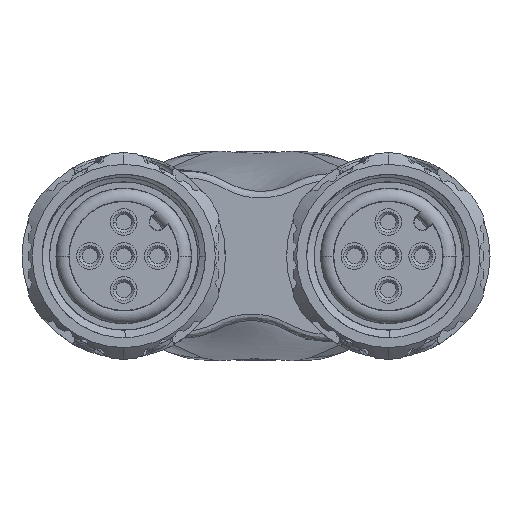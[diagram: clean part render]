
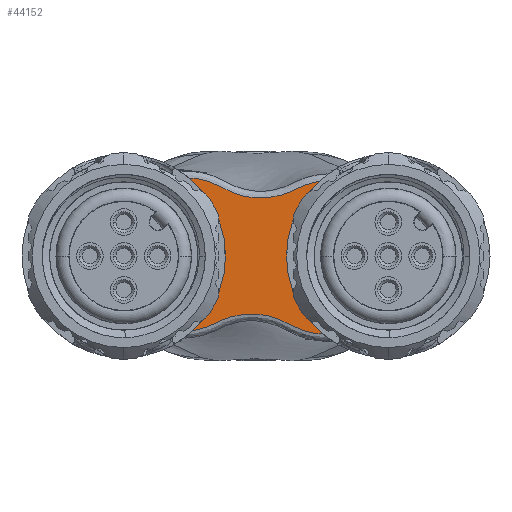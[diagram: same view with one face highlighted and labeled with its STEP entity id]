
A CAD part, left-side view. The second image highlights one B-rep face of the part: STEP entity #44152.
In plain terms, the highlighted planar face has unit normal (-1, 0, 0).
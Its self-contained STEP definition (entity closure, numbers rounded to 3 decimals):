
#2877=CARTESIAN_POINT('',(-20.,5.439,
0.003));
#2878=DIRECTION('',(1.,0.,0.));
#2879=DIRECTION('',(0.,0.627,-0.779));
#2880=AXIS2_PLACEMENT_3D('',#2877,#2878,#2879);
#2882=CARTESIAN_POINT('',(-20.,5.224,
-0.004));
#2883=DIRECTION('',(1.,0.,0.));
#2884=DIRECTION('',(0.,1.,0.001));
#2885=AXIS2_PLACEMENT_3D('',#2882,#2883,#2884);
#2887=CARTESIAN_POINT('',(-20.,8.904,4.448));
#2888=CARTESIAN_POINT('',(-20.,8.722,4.598));
#2889=CARTESIAN_POINT('',(-20.,8.345,4.875));
#2890=CARTESIAN_POINT('',(-20.,7.735,5.216));
#2891=CARTESIAN_POINT('',(-20.,7.09,5.481));
#2892=CARTESIAN_POINT('',(-20.,6.416,5.667));
#2893=CARTESIAN_POINT('',(-20.,5.72,5.768));
#2894=CARTESIAN_POINT('',(-20.,5.037,5.781));
#2895=CARTESIAN_POINT('',(-20.,4.399,5.718));
#2896=CARTESIAN_POINT('',(-20.,3.782,5.586));
#2897=CARTESIAN_POINT('',(-20.,3.151,5.379));
#2898=CARTESIAN_POINT('',(-20.,2.553,5.09));
#2899=CARTESIAN_POINT('',(-20.,1.975,4.761));
#2900=CARTESIAN_POINT('',(-20.,1.382,4.537));
#2901=CARTESIAN_POINT('',(-20.,0.795,4.379));
#2902=CARTESIAN_POINT('',(-20.,0.192,4.286));
#2903=CARTESIAN_POINT('',(-20.,-0.451,4.26));
#2904=CARTESIAN_POINT('',(-20.,-1.115,4.314));
#2905=CARTESIAN_POINT('',(-20.,-1.763,
4.447));
#2906=CARTESIAN_POINT('',(-20.,-2.374,
4.647));
#2907=CARTESIAN_POINT('',(-20.,-2.931,
4.913));
#2908=CARTESIAN_POINT('',(-20.,-3.429,
5.171));
#2909=CARTESIAN_POINT('',(-20.,-3.962,
5.352));
#2910=CARTESIAN_POINT('',(-20.,-4.528,
5.485));
#2911=CARTESIAN_POINT('',(-20.,-5.148,
5.561));
#2912=CARTESIAN_POINT('',(-20.,-5.822,
5.562));
#2913=CARTESIAN_POINT('',(-20.,-6.5,
5.473));
#2914=CARTESIAN_POINT('',(-20.,-7.153,
5.303));
#2915=CARTESIAN_POINT('',(-20.,-7.78,
5.059));
#2916=CARTESIAN_POINT('',(-20.,-8.375,
4.74));
#2917=CARTESIAN_POINT('',(-20.,-8.746,
4.473));
#2918=CARTESIAN_POINT('',(-20.,-8.927,
4.328));
#2920=CARTESIAN_POINT('',(-20.,-5.439,
-0.003));
#2921=DIRECTION('',(1.,0.,0.));
#2922=DIRECTION('',(0.,-0.627,0.779));
#2923=AXIS2_PLACEMENT_3D('',#2920,#2921,#2922);
#2925=CARTESIAN_POINT('',(-20.,-5.224,
0.004));
#2926=DIRECTION('',(1.,0.,0.));
#2927=DIRECTION('',(0.,-1.,-0.001));
#2928=AXIS2_PLACEMENT_3D('',#2925,#2926,#2927);
#2930=CARTESIAN_POINT('',(-20.,-8.904,
-4.448));
#2931=CARTESIAN_POINT('',(-20.,-8.722,
-4.598));
#2932=CARTESIAN_POINT('',(-20.,-8.345,
-4.875));
#2933=CARTESIAN_POINT('',(-20.,-7.735,
-5.216));
#2934=CARTESIAN_POINT('',(-20.,-7.09,
-5.481));
#2935=CARTESIAN_POINT('',(-20.,-6.416,
-5.667));
#2936=CARTESIAN_POINT('',(-20.,-5.72,
-5.768));
#2937=CARTESIAN_POINT('',(-20.,-5.037,
-5.781));
#2938=CARTESIAN_POINT('',(-20.,-4.399,
-5.718));
#2939=CARTESIAN_POINT('',(-20.,-3.782,
-5.586));
#2940=CARTESIAN_POINT('',(-20.,-3.151,
-5.379));
#2941=CARTESIAN_POINT('',(-20.,-2.553,
-5.09));
#2942=CARTESIAN_POINT('',(-20.,-1.975,
-4.761));
#2943=CARTESIAN_POINT('',(-20.,-1.382,
-4.537));
#2944=CARTESIAN_POINT('',(-20.,-0.795,-4.379));
#2945=CARTESIAN_POINT('',(-20.,-0.192,-4.286));
#2946=CARTESIAN_POINT('',(-20.,0.451,-4.26));
#2947=CARTESIAN_POINT('',(-20.,1.115,-4.314));
#2948=CARTESIAN_POINT('',(-20.,1.763,
-4.447));
#2949=CARTESIAN_POINT('',(-20.,2.374,
-4.647));
#2950=CARTESIAN_POINT('',(-20.,2.931,
-4.913));
#2951=CARTESIAN_POINT('',(-20.,3.429,
-5.171));
#2952=CARTESIAN_POINT('',(-20.,3.962,
-5.352));
#2953=CARTESIAN_POINT('',(-20.,4.528,
-5.485));
#2954=CARTESIAN_POINT('',(-20.,5.148,
-5.561));
#2955=CARTESIAN_POINT('',(-20.,5.822,
-5.562));
#2956=CARTESIAN_POINT('',(-20.,6.5,
-5.473));
#2957=CARTESIAN_POINT('',(-20.,7.153,
-5.303));
#2958=CARTESIAN_POINT('',(-20.,7.78,
-5.059));
#2959=CARTESIAN_POINT('',(-20.,8.375,
-4.74));
#2960=CARTESIAN_POINT('',(-20.,8.746,
-4.473));
#2961=CARTESIAN_POINT('',(-20.,8.927,
-4.328));
#2963=CARTESIAN_POINT('',(-20.,-5.75,0.));
#2964=DIRECTION('',(-1.,0.,0.));
#2965=DIRECTION('',(0.,-1.,0.));
#2966=AXIS2_PLACEMENT_3D('',#2963,#2964,#2965);
#2968=CARTESIAN_POINT('',(-20.,-5.75,0.));
#2969=DIRECTION('',(-1.,0.,0.));
#2970=DIRECTION('',(0.,1.,0.));
#2971=AXIS2_PLACEMENT_3D('',#2968,#2969,#2970);
#2973=CARTESIAN_POINT('',(-20.,5.75,0.));
#2974=DIRECTION('',(-1.,0.,0.));
#2975=DIRECTION('',(0.,1.,0.));
#2976=AXIS2_PLACEMENT_3D('',#2973,#2974,#2975);
#2978=CARTESIAN_POINT('',(-20.,5.75,0.));
#2979=DIRECTION('',(-1.,0.,0.));
#2980=DIRECTION('',(0.,-1.,0.));
#2981=AXIS2_PLACEMENT_3D('',#2978,#2979,#2980);
#28082=CARTESIAN_POINT('',(-20.,2.95,0.));
#28083=CARTESIAN_POINT('',(-20.,8.55,0.));
#28084=VERTEX_POINT('',#28082);
#28085=VERTEX_POINT('',#28083);
#28086=CARTESIAN_POINT('',(-20.,8.927,
-4.328));
#28087=CARTESIAN_POINT('',(-20.,11.,
0.001));
#28088=VERTEX_POINT('',#28086);
#28089=VERTEX_POINT('',#28087);
#28090=CARTESIAN_POINT('',(-20.,8.904,
4.448));
#28091=VERTEX_POINT('',#28090);
#28092=VERTEX_POINT('',#2918);
#28093=CARTESIAN_POINT('',(-20.,-11.,
-0.001));
#28094=VERTEX_POINT('',#28093);
#28095=CARTESIAN_POINT('',(-20.,-8.904,
-4.448));
#28096=VERTEX_POINT('',#28095);
#28097=CARTESIAN_POINT('',(-20.,-8.55,0.));
#28098=CARTESIAN_POINT('',(-20.,-2.95,0.));
#28099=VERTEX_POINT('',#28097);
#28100=VERTEX_POINT('',#28098);
#44127=CARTESIAN_POINT('',(-20.,0.,0.));
#44128=DIRECTION('',(1.,0.,0.));
#44129=DIRECTION('',(0.,-1.,0.));
#44130=AXIS2_PLACEMENT_3D('',#44127,#44128,#44129);
#44131=PLANE('',#44130);
#44132=ORIENTED_EDGE('',*,*,#43011,.T.);
#44133=ORIENTED_EDGE('',*,*,#43031,.T.);
#44134=ORIENTED_EDGE('',*,*,#43538,.T.);
#44135=ORIENTED_EDGE('',*,*,#43555,.T.);
#44136=ORIENTED_EDGE('',*,*,#43655,.T.);
#44137=ORIENTED_EDGE('',*,*,#44121,.T.);
#44138=EDGE_LOOP('',(#44132,#44133,#44134,#44135,#44136,#44137));
#44139=FACE_OUTER_BOUND('',#44138,.F.);
#44141=ORIENTED_EDGE('',*,*,#44140,.T.);
#44143=ORIENTED_EDGE('',*,*,#44142,.T.);
#44144=EDGE_LOOP('',(#44141,#44143));
#44145=FACE_BOUND('',#44144,.F.);
#44147=ORIENTED_EDGE('',*,*,#44146,.T.);
#44149=ORIENTED_EDGE('',*,*,#44148,.T.);
#44150=EDGE_LOOP('',(#44147,#44149));
#44151=FACE_BOUND('',#44150,.F.);
#44152=ADVANCED_FACE('',(#44139,#44145,#44151),#44131,.F.);
#2881=CIRCLE('',#2880,5.561);
#2886=CIRCLE('',#2885,5.776);
#2919=B_SPLINE_CURVE_WITH_KNOTS('',3,(#2887,#2888,#2889,#2890,#2891,#2892,#2893,
#2894,#2895,#2896,#2897,#2898,#2899,#2900,#2901,#2902,#2903,#2904,#2905,#2906,
#2907,#2908,#2909,#2910,#2911,#2912,#2913,#2914,#2915,#2916,#2917,#2918),
.UNSPECIFIED.,.F.,.F.,(4,1,1,1,1,1,1,1,1,1,1,1,1,1,1,1,1,1,1,1,1,1,1,1,1,1,1,1,
1,4),(0.,0.034,0.069,0.103,
0.138,0.172,0.207,0.241,
0.276,0.31,0.345,0.379,
0.414,0.448,0.483,0.517,
0.552,0.586,0.621,0.655,
0.69,0.724,0.759,0.793,
0.828,0.862,0.897,0.931,
0.966,1.),.UNSPECIFIED.);
#2924=CIRCLE('',#2923,5.561);
#2929=CIRCLE('',#2928,5.776);
#2962=B_SPLINE_CURVE_WITH_KNOTS('',3,(#2930,#2931,#2932,#2933,#2934,#2935,#2936,
#2937,#2938,#2939,#2940,#2941,#2942,#2943,#2944,#2945,#2946,#2947,#2948,#2949,
#2950,#2951,#2952,#2953,#2954,#2955,#2956,#2957,#2958,#2959,#2960,#2961),
.UNSPECIFIED.,.F.,.F.,(4,1,1,1,1,1,1,1,1,1,1,1,1,1,1,1,1,1,1,1,1,1,1,1,1,1,1,1,
1,4),(0.,0.034,0.069,0.103,
0.138,0.172,0.207,0.241,
0.276,0.31,0.345,0.379,
0.414,0.448,0.483,0.517,
0.552,0.586,0.621,0.655,
0.69,0.724,0.759,0.793,
0.828,0.862,0.897,0.931,
0.966,1.),.UNSPECIFIED.);
#2967=CIRCLE('',#2966,2.8);
#2972=CIRCLE('',#2971,2.8);
#2977=CIRCLE('',#2976,2.8);
#2982=CIRCLE('',#2981,2.8);
#43011=EDGE_CURVE('',#28088,#28089,#2881,.T.);
#43031=EDGE_CURVE('',#28089,#28091,#2886,.T.);
#43538=EDGE_CURVE('',#28091,#28092,#2919,.T.);
#43555=EDGE_CURVE('',#28092,#28094,#2924,.T.);
#43655=EDGE_CURVE('',#28094,#28096,#2929,.T.);
#44121=EDGE_CURVE('',#28096,#28088,#2962,.T.);
#44140=EDGE_CURVE('',#28099,#28100,#2967,.T.);
#44142=EDGE_CURVE('',#28100,#28099,#2972,.T.);
#44146=EDGE_CURVE('',#28085,#28084,#2977,.T.);
#44148=EDGE_CURVE('',#28084,#28085,#2982,.T.);
